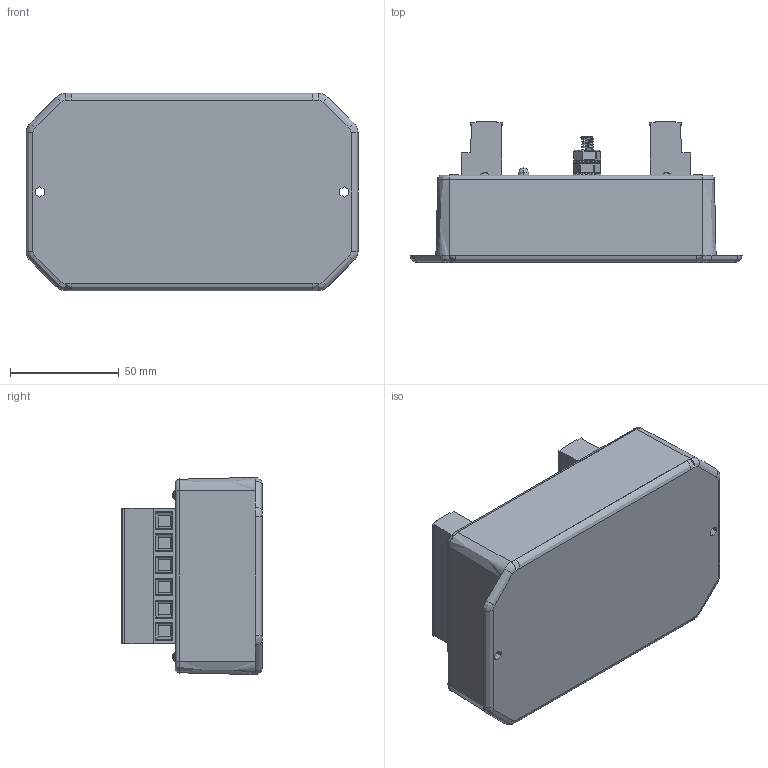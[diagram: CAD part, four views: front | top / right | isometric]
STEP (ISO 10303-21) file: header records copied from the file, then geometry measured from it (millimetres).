
FILE_DESCRIPTION (( 'STEP AP214' ), '1' );
FILE_NAME ('1101-1130-E.STEP', '2019-01-24T22:52:03', ( '' ), ( '' ), 'SwSTEP 2.0', 'SolidWorks 2018', '' );
FILE_SCHEMA (( 'AUTOMOTIVE_DESIGN' ));
Length unit declared in the file: inch
Products named in the file (49): 2001-309; 2105-433; 2102-352; 3450-119; 2250-1041; 1101-1130-E; 2103-244; 1102-0001; 2100-088; 2103-240; 8050-568^1101-1130; 2102-187; 2003-2561; 2102-485; 2001-398
Assembly tree (42 placements, depth 3):
  2105-433
  2001-309
  3450-119
  1101-1130-E
    2102-352
    2103-244
    2103-244
    2102-352
    2102-352
    2103-244
    2102-352
    2250-1041
      2102-187
    2103-244
  1101-1130-E
    2001-309
    2250-1041
      2105-433  x2
      3450-119  x3
      2102-187
    2001-398
    2102-485  x4
    2102-352  x4
    2100-088  x2
    2003-2561
    1102-0001  x4
    2103-240  x4
    2103-244  x4
Bounding box: 152.55 x 64.67 x 90.68 mm (x, y, z)
Volume: 131325.5 mm3; surface area: 117785 mm2
Topology: 31 solids, 31 shells, 4523 faces, 12218 edges, 7988 vertices
Faces by surface type: plane 2526, cylinder 877, bspline 563, cone 457, torus 76, sphere 24
Entity records: 139269 total; most frequent: CARTESIAN_POINT 47926, ORIENTED_EDGE 15320, DIRECTION 11654, EDGE_CURVE 7660, LINE 5118, VECTOR 5118, VERTEX_POINT 5040, AXIS2_PLACEMENT_3D 3268
